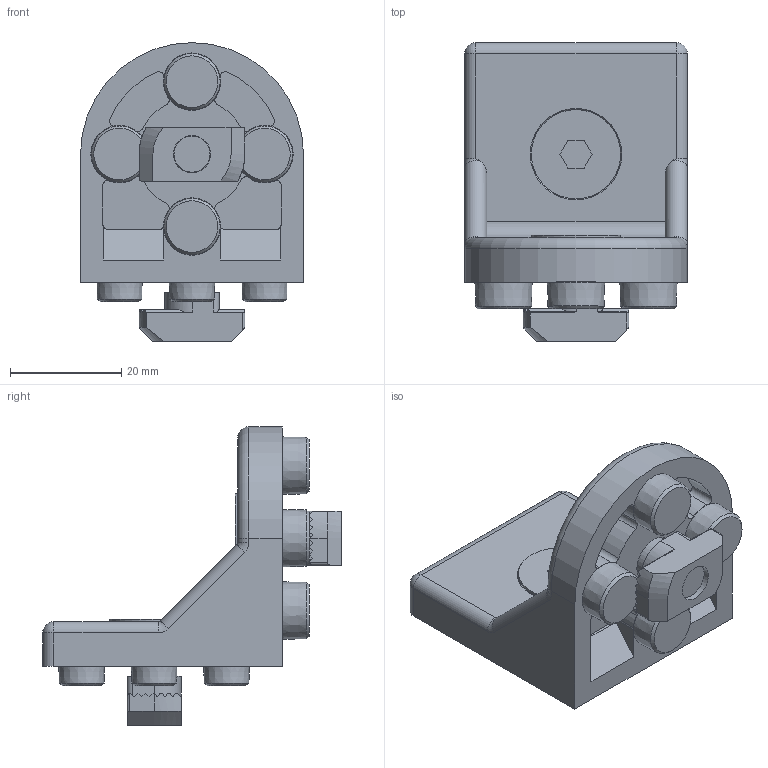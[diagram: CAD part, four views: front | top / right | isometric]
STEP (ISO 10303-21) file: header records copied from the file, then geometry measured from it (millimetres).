
FILE_DESCRIPTION(/* description */ ('STEP AP214'),/* implementation_level */ '2;1');
FILE_NAME(/* name */ '093WG402NS02',/* time_stamp */ '2022-09-29T16:03:59+02:00',/* author */ ('License CC BY-ND 4.0'),/* organization */ ('CADENAS'),/* preprocessor_version */ 'ST-DEVELOPER v18.102',/* originating_system */ 'PARTsolutions',/* authorisation */ ' ');
FILE_SCHEMA (('AUTOMOTIVE_DESIGN {1 0 10303 214 3 1 1}'));
Length unit declared in the file: millimetre
Products named in the file (6): 093WG402NS02; 093WG402NS02_part3; 093WG402NS02_part2; 093WG402NS02_part4; 093WG402NS02_part5; 093WG402NS02_part1
Assembly tree (13 placements, depth 2):
  093WG402NS02
    093WG402NS02_part3  x2
    093WG402NS02_part2  x2
    093WG402NS02_part4  x4
    093WG402NS02_part5  x4
    093WG402NS02_part1
Bounding box: 40 x 53.59 x 53.59 mm (x, y, z)
Volume: 24628.2 mm3; surface area: 16270.6 mm2
Topology: 13 solids, 13 shells, 397 faces, 991 edges, 644 vertices
Faces by surface type: plane 223, cylinder 109, cone 54, torus 5, bspline 4, sphere 2
Full cylindrical faces by diameter (mm): 6.2 x8, 6.647 x2, 8 x2, 8.5 x2, 16 x2, 16.4 x2
Entity records: 8132 total; most frequent: DIRECTION 1487, CARTESIAN_POINT 1392, ORIENTED_EDGE 1264, EDGE_CURVE 632, AXIS2_PLACEMENT_3D 584, VERTEX_POINT 439, EDGE_LOOP 333, FACE_BOUND 333
